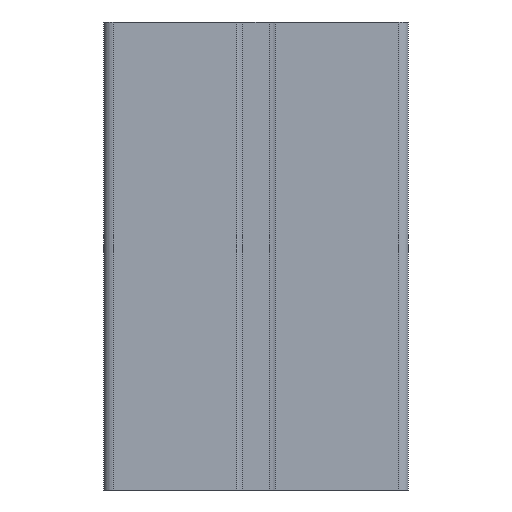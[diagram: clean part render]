
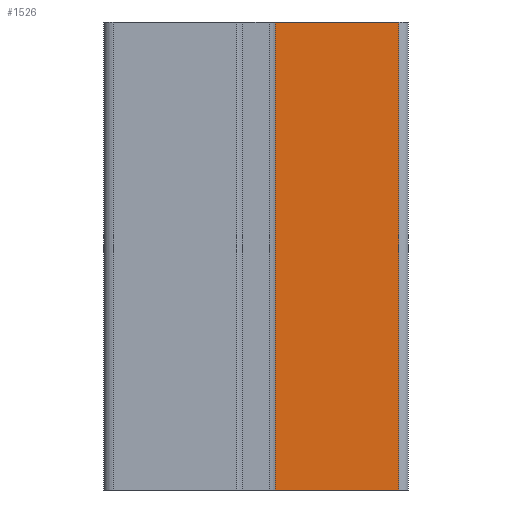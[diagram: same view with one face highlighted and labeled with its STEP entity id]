
A CAD part, left-side view. The second image highlights one B-rep face of the part: STEP entity #1526.
In plain terms, the highlighted planar face has unit normal (-1, 0, 0).
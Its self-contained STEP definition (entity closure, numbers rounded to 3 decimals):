
#98=FACE_OUTER_BOUND('',#178,.T.);
#178=EDGE_LOOP('',(#1219,#1220,#1221,#1222));
#277=LINE('',#2255,#465);
#325=LINE('',#2379,#513);
#346=LINE('',#2432,#534);
#368=LINE('',#2495,#556);
#465=VECTOR('',#1805,10.);
#513=VECTOR('',#1901,10.);
#534=VECTOR('',#1936,10.);
#556=VECTOR('',#1980,10.);
#654=VERTEX_POINT('',#2252);
#655=VERTEX_POINT('',#2254);
#707=VERTEX_POINT('',#2378);
#732=VERTEX_POINT('',#2431);
#815=EDGE_CURVE('',#654,#655,#277,.T.);
#877=EDGE_CURVE('',#707,#655,#325,.T.);
#904=EDGE_CURVE('',#732,#707,#346,.T.);
#936=EDGE_CURVE('',#654,#732,#368,.T.);
#1219=ORIENTED_EDGE('',*,*,#877,.T.);
#1220=ORIENTED_EDGE('',*,*,#815,.F.);
#1221=ORIENTED_EDGE('',*,*,#936,.T.);
#1222=ORIENTED_EDGE('',*,*,#904,.T.);
#1464=PLANE('',#1664);
#1526=ADVANCED_FACE('',(#98),#1464,.T.);
#1664=AXIS2_PLACEMENT_3D('',#2494,#1978,#1979);
#1805=DIRECTION('',(0.,1.,0.));
#1901=DIRECTION('',(0.,0.,-1.));
#1936=DIRECTION('',(0.,1.,0.));
#1978=DIRECTION('center_axis',(-1.,0.,0.));
#1979=DIRECTION('ref_axis',(0.,-1.,0.));
#1980=DIRECTION('',(0.,0.,1.));
#2252=CARTESIAN_POINT('',(-32.5,-30.5,0.));
#2254=CARTESIAN_POINT('',(-32.5,-4.1,0.));
#2255=CARTESIAN_POINT('',(-32.5,15.25,0.));
#2378=CARTESIAN_POINT('',(-32.5,-4.1,100.));
#2379=CARTESIAN_POINT('',(-32.5,-4.1,0.));
#2431=CARTESIAN_POINT('',(-32.5,-30.5,100.));
#2432=CARTESIAN_POINT('',(-32.5,15.25,100.));
#2494=CARTESIAN_POINT('Origin',(-32.5,30.5,0.));
#2495=CARTESIAN_POINT('',(-32.5,-30.5,0.));
